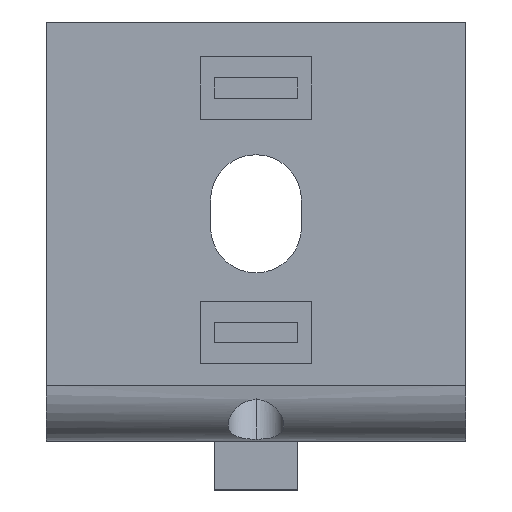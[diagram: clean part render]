
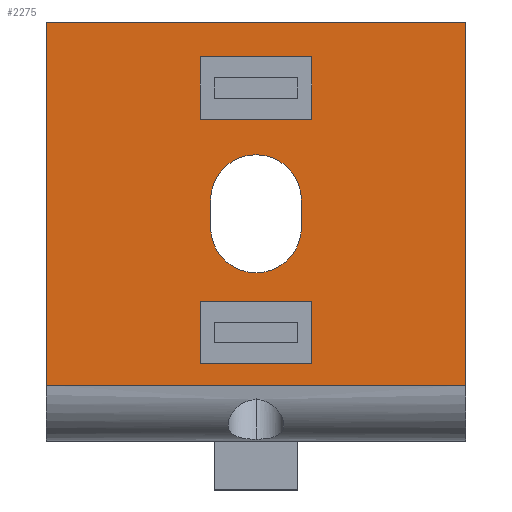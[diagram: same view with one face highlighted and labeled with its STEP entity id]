
A CAD part, front view. The second image highlights one B-rep face of the part: STEP entity #2275.
In plain terms, the highlighted planar face has unit normal (0, -1, 0).
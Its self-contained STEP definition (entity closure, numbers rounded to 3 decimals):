
#2 = ORIENTED_EDGE ( 'NONE', *, *, #143, .T. ) ;
#15 = ORIENTED_EDGE ( 'NONE', *, *, #1143, .F. ) ;
#36 = CARTESIAN_POINT ( 'NONE',  ( -15., 0., 0. ) ) ;
#57 = CARTESIAN_POINT ( 'NONE',  ( -4., 0., 5.55 ) ) ;
#89 = FACE_BOUND ( 'NONE', #722, .T. ) ;
#91 = CARTESIAN_POINT ( 'NONE',  ( -15., 0., 30. ) ) ;
#94 = ORIENTED_EDGE ( 'NONE', *, *, #374, .T. ) ;
#143 = EDGE_CURVE ( 'NONE', #575, #2315, #622, .T. ) ;
#150 = VERTEX_POINT ( 'NONE', #1377 ) ;
#180 = VECTOR ( 'NONE', #3393, 1000. ) ;
#191 = LINE ( 'NONE', #2588, #3255 ) ;
#221 = DIRECTION ( 'NONE',  ( 0., 0., 1. ) ) ;
#266 = CARTESIAN_POINT ( 'NONE',  ( 4., 0., 0. ) ) ;
#282 = LINE ( 'NONE', #266, #542 ) ;
#308 = EDGE_CURVE ( 'NONE', #2697, #1571, #1513, .T. ) ;
#374 = EDGE_CURVE ( 'NONE', #1571, #1439, #734, .T. ) ;
#400 = EDGE_CURVE ( 'NONE', #2697, #1691, #2298, .T. ) ;
#504 = CARTESIAN_POINT ( 'NONE',  ( 4., 0., 27.5 ) ) ;
#542 = VECTOR ( 'NONE', #1621, 1000. ) ;
#575 = VERTEX_POINT ( 'NONE', #57 ) ;
#576 = DIRECTION ( 'NONE',  ( -1., 0., 0. ) ) ;
#622 = LINE ( 'NONE', #3242, #1375 ) ;
#630 = VERTEX_POINT ( 'NONE', #2205 ) ;
#633 = PLANE ( 'NONE',  #2492 ) ;
#639 = VERTEX_POINT ( 'NONE', #3294 ) ;
#686 = VECTOR ( 'NONE', #576, 1000. ) ;
#722 = EDGE_LOOP ( 'NONE', ( #728, #2855, #2864, #1403 ) ) ;
#728 = ORIENTED_EDGE ( 'NONE', *, *, #2063, .T. ) ;
#734 = LINE ( 'NONE', #1810, #180 ) ;
#763 = DIRECTION ( 'NONE',  ( 1., 0., 0. ) ) ;
#808 = DIRECTION ( 'NONE',  ( 0., 0., 1. ) ) ;
#847 = LINE ( 'NONE', #2961, #1444 ) ;
#872 = VECTOR ( 'NONE', #1756, 1000. ) ;
#908 = FACE_OUTER_BOUND ( 'NONE', #1175, .T. ) ;
#978 = LINE ( 'NONE', #2060, #2126 ) ;
#1035 = LINE ( 'NONE', #36, #2272 ) ;
#1039 = EDGE_CURVE ( 'NONE', #2796, #2020, #847, .T. ) ;
#1091 = DIRECTION ( 'NONE',  ( 0., 0., -1. ) ) ;
#1103 = LINE ( 'NONE', #1905, #686 ) ;
#1143 = EDGE_CURVE ( 'NONE', #2874, #639, #282, .T. ) ;
#1175 = EDGE_LOOP ( 'NONE', ( #2388, #2232, #3061, #2238 ) ) ;
#1247 = LINE ( 'NONE', #2293, #2112 ) ;
#1306 = CARTESIAN_POINT ( 'NONE',  ( 3.25, 0., 15.3 ) ) ;
#1310 = CIRCLE ( 'NONE', #2476, 3.25 ) ;
#1331 = EDGE_CURVE ( 'NONE', #639, #2315, #3095, .T. ) ;
#1333 = CIRCLE ( 'NONE', #3267, 3.25 ) ;
#1351 = DIRECTION ( 'NONE',  ( 0., 0., 1. ) ) ;
#1375 = VECTOR ( 'NONE', #808, 1000. ) ;
#1377 = CARTESIAN_POINT ( 'NONE',  ( 15., 0., 30. ) ) ;
#1403 = ORIENTED_EDGE ( 'NONE', *, *, #1701, .T. ) ;
#1404 = VECTOR ( 'NONE', #2314, 1000. ) ;
#1428 = CARTESIAN_POINT ( 'NONE',  ( -4., 0., 23.05 ) ) ;
#1429 = EDGE_CURVE ( 'NONE', #2481, #2796, #1310, .T. ) ;
#1439 = VERTEX_POINT ( 'NONE', #504 ) ;
#1444 = VECTOR ( 'NONE', #2743, 1000. ) ;
#1455 = DIRECTION ( 'NONE',  ( 1., 0., 0. ) ) ;
#1513 = LINE ( 'NONE', #3383, #2211 ) ;
#1532 = CARTESIAN_POINT ( 'NONE',  ( -3.25, 0., 17.25 ) ) ;
#1556 = EDGE_CURVE ( 'NONE', #2874, #575, #1103, .T. ) ;
#1571 = VERTEX_POINT ( 'NONE', #2442 ) ;
#1585 = EDGE_CURVE ( 'NONE', #1691, #1439, #2999, .T. ) ;
#1609 = CARTESIAN_POINT ( 'NONE',  ( 4., 0., 0. ) ) ;
#1621 = DIRECTION ( 'NONE',  ( 0., 0., 1. ) ) ;
#1626 = VERTEX_POINT ( 'NONE', #2742 ) ;
#1691 = VERTEX_POINT ( 'NONE', #1976 ) ;
#1701 = EDGE_CURVE ( 'NONE', #2020, #630, #1333, .T. ) ;
#1702 = DIRECTION ( 'NONE',  ( 0., 0., 1. ) ) ;
#1756 = DIRECTION ( 'NONE',  ( 0., 0., -1. ) ) ;
#1762 = DIRECTION ( 'NONE',  ( 0., 1., 0. ) ) ;
#1801 = EDGE_CURVE ( 'NONE', #2654, #1626, #1035, .T. ) ;
#1810 = CARTESIAN_POINT ( 'NONE',  ( 0., 0., 27.5 ) ) ;
#1814 = CARTESIAN_POINT ( 'NONE',  ( -3.25, 0., 15.3 ) ) ;
#1852 = VERTEX_POINT ( 'NONE', #3200 ) ;
#1867 = EDGE_LOOP ( 'NONE', ( #2, #2629, #15, #2738 ) ) ;
#1905 = CARTESIAN_POINT ( 'NONE',  ( 0., 0., 5.55 ) ) ;
#1976 = CARTESIAN_POINT ( 'NONE',  ( 4., 0., 23.05 ) ) ;
#2005 = EDGE_CURVE ( 'NONE', #150, #1852, #3093, .T. ) ;
#2020 = VERTEX_POINT ( 'NONE', #1532 ) ;
#2033 = CARTESIAN_POINT ( 'NONE',  ( 0., 0., 17.25 ) ) ;
#2038 = VECTOR ( 'NONE', #1351, 1000. ) ;
#2046 = EDGE_LOOP ( 'NONE', ( #3126, #3214, #2152, #94 ) ) ;
#2054 = EDGE_CURVE ( 'NONE', #150, #2654, #191, .T. ) ;
#2060 = CARTESIAN_POINT ( 'NONE',  ( 15., 0., 4. ) ) ;
#2063 = EDGE_CURVE ( 'NONE', #630, #2481, #1247, .T. ) ;
#2072 = CARTESIAN_POINT ( 'NONE',  ( 0., 0., 15.3 ) ) ;
#2112 = VECTOR ( 'NONE', #3351, 1000. ) ;
#2126 = VECTOR ( 'NONE', #3066, 1000. ) ;
#2152 = ORIENTED_EDGE ( 'NONE', *, *, #308, .T. ) ;
#2179 = CARTESIAN_POINT ( 'NONE',  ( -4., 0., 10. ) ) ;
#2205 = CARTESIAN_POINT ( 'NONE',  ( 3.25, 0., 17.25 ) ) ;
#2211 = VECTOR ( 'NONE', #221, 1000. ) ;
#2232 = ORIENTED_EDGE ( 'NONE', *, *, #2399, .T. ) ;
#2238 = ORIENTED_EDGE ( 'NONE', *, *, #2054, .T. ) ;
#2242 = DIRECTION ( 'NONE',  ( 0., 1., 0. ) ) ;
#2272 = VECTOR ( 'NONE', #1091, 1000. ) ;
#2275 = ADVANCED_FACE ( 'NONE', ( #89, #908, #3019, #3236 ), #633, .F. ) ;
#2293 = CARTESIAN_POINT ( 'NONE',  ( 3.25, 0., 17.25 ) ) ;
#2298 = LINE ( 'NONE', #3079, #1404 ) ;
#2314 = DIRECTION ( 'NONE',  ( 1., 0., 0. ) ) ;
#2315 = VERTEX_POINT ( 'NONE', #2179 ) ;
#2388 = ORIENTED_EDGE ( 'NONE', *, *, #1801, .T. ) ;
#2399 = EDGE_CURVE ( 'NONE', #1626, #1852, #978, .T. ) ;
#2442 = CARTESIAN_POINT ( 'NONE',  ( -4., 0., 27.5 ) ) ;
#2476 = AXIS2_PLACEMENT_3D ( 'NONE', #2072, #2838, #763 ) ;
#2481 = VERTEX_POINT ( 'NONE', #1306 ) ;
#2492 = AXIS2_PLACEMENT_3D ( 'NONE', #3256, #2242, #1702 ) ;
#2588 = CARTESIAN_POINT ( 'NONE',  ( 15., 0., 30. ) ) ;
#2629 = ORIENTED_EDGE ( 'NONE', *, *, #1331, .F. ) ;
#2637 = VECTOR ( 'NONE', #2865, 1000. ) ;
#2654 = VERTEX_POINT ( 'NONE', #91 ) ;
#2697 = VERTEX_POINT ( 'NONE', #1428 ) ;
#2738 = ORIENTED_EDGE ( 'NONE', *, *, #1556, .T. ) ;
#2742 = CARTESIAN_POINT ( 'NONE',  ( -15., 0., 4. ) ) ;
#2743 = DIRECTION ( 'NONE',  ( 0., 0., 1. ) ) ;
#2796 = VERTEX_POINT ( 'NONE', #1814 ) ;
#2838 = DIRECTION ( 'NONE',  ( 0., 1., 0. ) ) ;
#2855 = ORIENTED_EDGE ( 'NONE', *, *, #1429, .T. ) ;
#2864 = ORIENTED_EDGE ( 'NONE', *, *, #1039, .T. ) ;
#2865 = DIRECTION ( 'NONE',  ( -1., 0., 0. ) ) ;
#2874 = VERTEX_POINT ( 'NONE', #2954 ) ;
#2954 = CARTESIAN_POINT ( 'NONE',  ( 4., 0., 5.55 ) ) ;
#2961 = CARTESIAN_POINT ( 'NONE',  ( -3.25, 0., 17.25 ) ) ;
#2999 = LINE ( 'NONE', #1609, #2038 ) ;
#3019 = FACE_BOUND ( 'NONE', #2046, .T. ) ;
#3061 = ORIENTED_EDGE ( 'NONE', *, *, #2005, .F. ) ;
#3066 = DIRECTION ( 'NONE',  ( 1., 0., 0. ) ) ;
#3072 = CARTESIAN_POINT ( 'NONE',  ( 15., 0., 0. ) ) ;
#3079 = CARTESIAN_POINT ( 'NONE',  ( 0., 0., 23.05 ) ) ;
#3093 = LINE ( 'NONE', #3072, #872 ) ;
#3095 = LINE ( 'NONE', #3354, #2637 ) ;
#3125 = DIRECTION ( 'NONE',  ( -1., 0., 0. ) ) ;
#3126 = ORIENTED_EDGE ( 'NONE', *, *, #1585, .F. ) ;
#3200 = CARTESIAN_POINT ( 'NONE',  ( 15., 0., 4. ) ) ;
#3214 = ORIENTED_EDGE ( 'NONE', *, *, #400, .F. ) ;
#3236 = FACE_BOUND ( 'NONE', #1867, .T. ) ;
#3242 = CARTESIAN_POINT ( 'NONE',  ( -4., 0., 0. ) ) ;
#3255 = VECTOR ( 'NONE', #3125, 1000. ) ;
#3256 = CARTESIAN_POINT ( 'NONE',  ( 15., 0., 0. ) ) ;
#3267 = AXIS2_PLACEMENT_3D ( 'NONE', #2033, #1762, #1455 ) ;
#3294 = CARTESIAN_POINT ( 'NONE',  ( 4., 0., 10. ) ) ;
#3351 = DIRECTION ( 'NONE',  ( 0., 0., -1. ) ) ;
#3354 = CARTESIAN_POINT ( 'NONE',  ( 0., 0., 10. ) ) ;
#3383 = CARTESIAN_POINT ( 'NONE',  ( -4., 0., 0. ) ) ;
#3393 = DIRECTION ( 'NONE',  ( 1., 0., 0. ) ) ;
